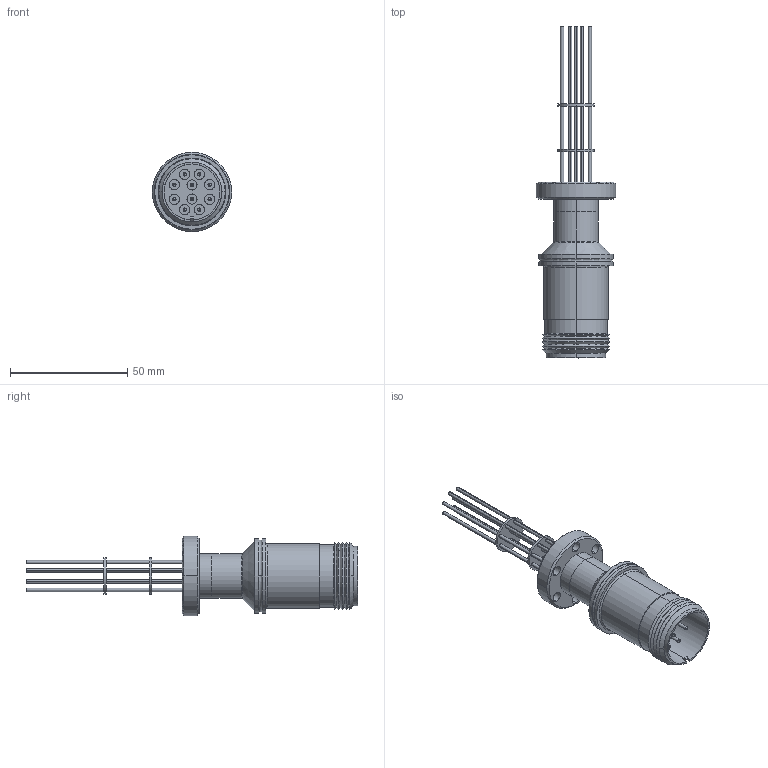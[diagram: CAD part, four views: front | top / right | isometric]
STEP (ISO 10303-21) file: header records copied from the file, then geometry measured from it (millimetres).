
FILE_DESCRIPTION (( 'STEP AP214' ), '1' );
FILE_NAME ('263-TCK-MS-5-C16.STEP', '2014-01-22T11:38:50', ( 'allectra' ), ( 'Microsoft' ), 'SwSTEP 2.0', 'SolidWorks 2013', '' );
FILE_SCHEMA (( 'AUTOMOTIVE_DESIGN' ));
Length unit declared in the file: millimetre
Products named in the file (1): 263-TCK-MS-5-C16
Bounding box: 33.78 x 141.48 x 33.78 mm (x, y, z)
Volume: 17126 mm3; surface area: 25388.8 mm2
Topology: 1 solids, 1 shells, 428 faces, 1038 edges, 682 vertices
Faces by surface type: cylinder 226, bspline 88, plane 84, cone 30
Entity records: 14686 total; most frequent: CARTESIAN_POINT 4415, DIRECTION 2270, ORIENTED_EDGE 2076, EDGE_CURVE 1038, AXIS2_PLACEMENT_3D 997, VERTEX_POINT 682, CIRCLE 656, EDGE_LOOP 554
